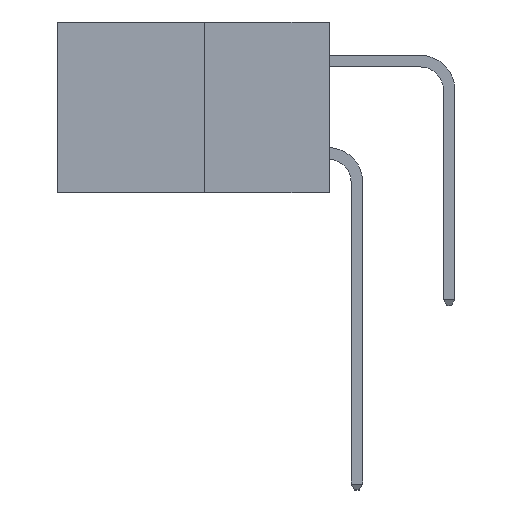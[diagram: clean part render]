
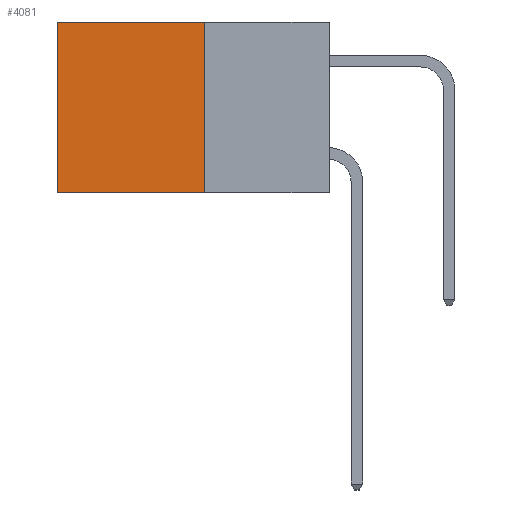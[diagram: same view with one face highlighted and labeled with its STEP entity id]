
A CAD part, left-side view. The second image highlights one B-rep face of the part: STEP entity #4081.
In plain terms, the highlighted planar face has unit normal (-1, 0, 0).
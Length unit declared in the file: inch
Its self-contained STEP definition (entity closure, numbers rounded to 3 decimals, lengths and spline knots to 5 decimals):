
#217 = CARTESIAN_POINT ( 'NONE',  ( 0.277, 0.59, -0.37 ) ) ;
#846 = VECTOR ( 'NONE', #15227, 39.37008 ) ;
#1013 = CARTESIAN_POINT ( 'NONE',  ( 0.277, 0.59, 0. ) ) ;
#1717 = DIRECTION ( 'NONE',  ( 1., 0., 0. ) ) ;
#2883 = ORIENTED_EDGE ( 'NONE', *, *, #13394, .T. ) ;
#3301 = DIRECTION ( 'NONE',  ( 0., 0., -1. ) ) ;
#4081 = ADVANCED_FACE ( 'NONE', ( #6925 ), #14727, .F. ) ;
#4687 = CARTESIAN_POINT ( 'NONE',  ( 0.277, 0.27, -0.37 ) ) ;
#4853 = VERTEX_POINT ( 'NONE', #217 ) ;
#5065 = VECTOR ( 'NONE', #3301, 39.37008 ) ;
#5541 = EDGE_CURVE ( 'NONE', #9499, #13051, #7841, .T. ) ;
#6925 = FACE_OUTER_BOUND ( 'NONE', #9419, .T. ) ;
#7167 = ORIENTED_EDGE ( 'NONE', *, *, #15739, .F. ) ;
#7831 = VERTEX_POINT ( 'NONE', #1013 ) ;
#7841 = LINE ( 'NONE', #10039, #846 ) ;
#8542 = CARTESIAN_POINT ( 'NONE',  ( 0.277, 0.27, 0. ) ) ;
#8772 = VECTOR ( 'NONE', #12707, 39.37008 ) ;
#9159 = CARTESIAN_POINT ( 'NONE',  ( 0.277, 0.27, 0. ) ) ;
#9419 = EDGE_LOOP ( 'NONE', ( #12945, #7167, #14174, #2883 ) ) ;
#9499 = VERTEX_POINT ( 'NONE', #8542 ) ;
#9616 = VECTOR ( 'NONE', #10414, 39.37008 ) ;
#9681 = CARTESIAN_POINT ( 'NONE',  ( 0.277, 0.59, -0.37 ) ) ;
#9814 = CARTESIAN_POINT ( 'NONE',  ( 0.277, 0.27, -0.37 ) ) ;
#10035 = LINE ( 'NONE', #9159, #9616 ) ;
#10039 = CARTESIAN_POINT ( 'NONE',  ( 0.277, 0.27, -0.37 ) ) ;
#10238 = CARTESIAN_POINT ( 'NONE',  ( 0.277, 0.27, -0.37 ) ) ;
#10414 = DIRECTION ( 'NONE',  ( 0., 1., 0. ) ) ;
#12445 = AXIS2_PLACEMENT_3D ( 'NONE', #9814, #1717, #16055 ) ;
#12466 = LINE ( 'NONE', #10238, #8772 ) ;
#12707 = DIRECTION ( 'NONE',  ( 0., 1., 0. ) ) ;
#12945 = ORIENTED_EDGE ( 'NONE', *, *, #13023, .T. ) ;
#13023 = EDGE_CURVE ( 'NONE', #7831, #4853, #14999, .T. ) ;
#13051 = VERTEX_POINT ( 'NONE', #4687 ) ;
#13394 = EDGE_CURVE ( 'NONE', #9499, #7831, #10035, .T. ) ;
#14174 = ORIENTED_EDGE ( 'NONE', *, *, #5541, .F. ) ;
#14727 = PLANE ( 'NONE',  #12445 ) ;
#14999 = LINE ( 'NONE', #9681, #5065 ) ;
#15227 = DIRECTION ( 'NONE',  ( 0., 0., -1. ) ) ;
#15739 = EDGE_CURVE ( 'NONE', #13051, #4853, #12466, .T. ) ;
#16055 = DIRECTION ( 'NONE',  ( 0., 0., -1. ) ) ;
